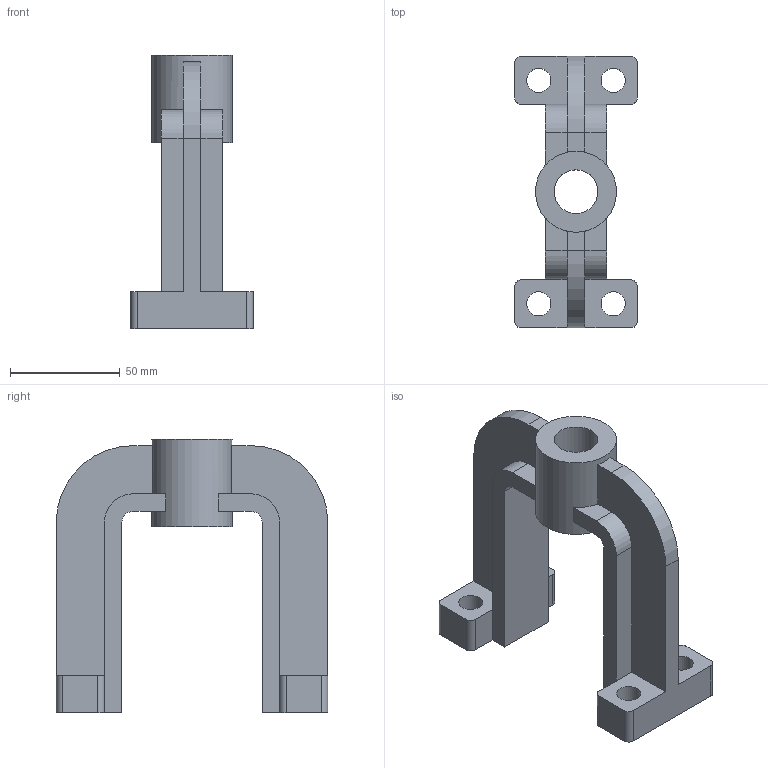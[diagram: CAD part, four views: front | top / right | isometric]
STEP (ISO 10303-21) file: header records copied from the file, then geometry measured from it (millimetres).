
FILE_DESCRIPTION(/* description */ (''),/* implementation_level */ '2;1');
FILE_NAME(/* name */ 'Part 029.stp',/* time_stamp */ '2015-02-21T08:39:59+02:00',/* author */ ('SFC'),/* organization */ (''),/* preprocessor_version */ 'ST-DEVELOPER v15.2',/* originating_system */ 'Autodesk Inventor 2014',/* authorisation */ '');
FILE_SCHEMA (('AUTOMOTIVE_DESIGN { 1 0 10303 214 3 1 1 }'));
Length unit declared in the file: millimetre
Products named in the file (1): Part 029
Bounding box: 56 x 124 x 125 mm (x, y, z)
Volume: 156554.6 mm3; surface area: 44659 mm2
Topology: 1 solids, 1 shells, 62 faces, 175 edges, 117 vertices
Faces by surface type: plane 40, cylinder 22
Full cylindrical faces by diameter (mm): 11 x4, 20 x1, 37 x1
Entity records: 2004 total; most frequent: DIRECTION 342, CARTESIAN_POINT 339, ORIENTED_EDGE 328, EDGE_CURVE 164, AXIS2_PLACEMENT_3D 115, LINE 112, VECTOR 112, VERTEX_POINT 112
